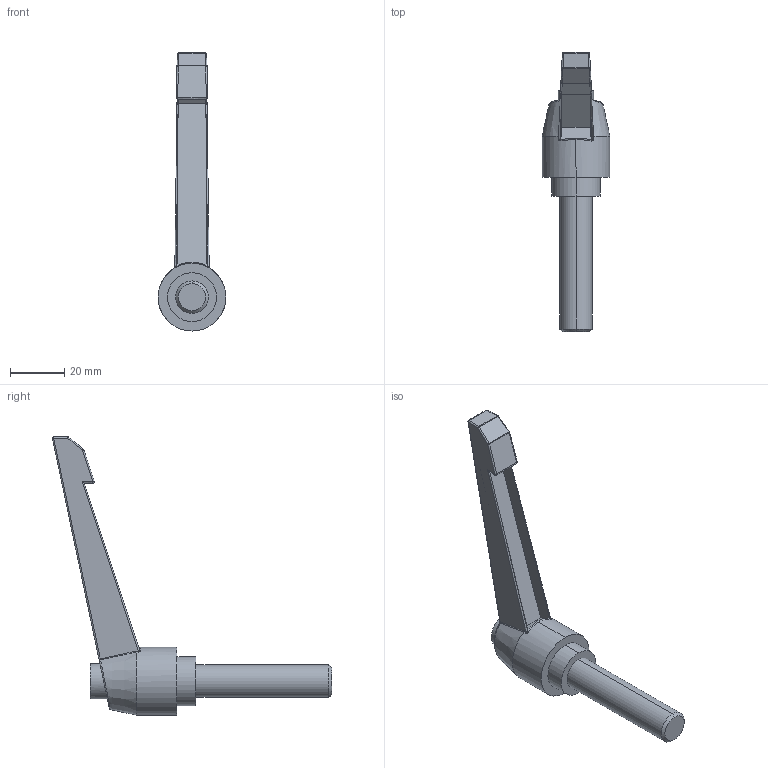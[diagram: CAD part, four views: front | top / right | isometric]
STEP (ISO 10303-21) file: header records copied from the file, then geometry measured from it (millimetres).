
FILE_DESCRIPTION (( 'STEP AP214' ), '1' );
FILE_NAME ('A417 Âèíò ñ ðóêîÿòêîé Ì12õ50.STEP', '2020-11-25T08:43:23', ( 'Windows User' ), ( '' ), 'SwSTEP 2.0', 'SolidWorks 2020', '' );
FILE_SCHEMA (( 'AUTOMOTIVE_DESIGN' ));
Length unit declared in the file: millimetre
Products named in the file (1): A417 Âèíò ñ ðóêîÿòêîé Ì12õ50
Bounding box: 25 x 102.9 x 102.52 mm (x, y, z)
Volume: 26901.1 mm3; surface area: 9783.7 mm2
Topology: 1 solids, 1 shells, 81 faces, 184 edges, 110 vertices
Faces by surface type: bspline 34, plane 31, cylinder 12, cone 4
Entity records: 5349 total; most frequent: CARTESIAN_POINT 3777, ORIENTED_EDGE 368, DIRECTION 203, EDGE_CURVE 184, VERTEX_POINT 110, B_SPLINE_CURVE_WITH_KNOTS 99, EDGE_LOOP 86, FACE_OUTER_BOUND 81
